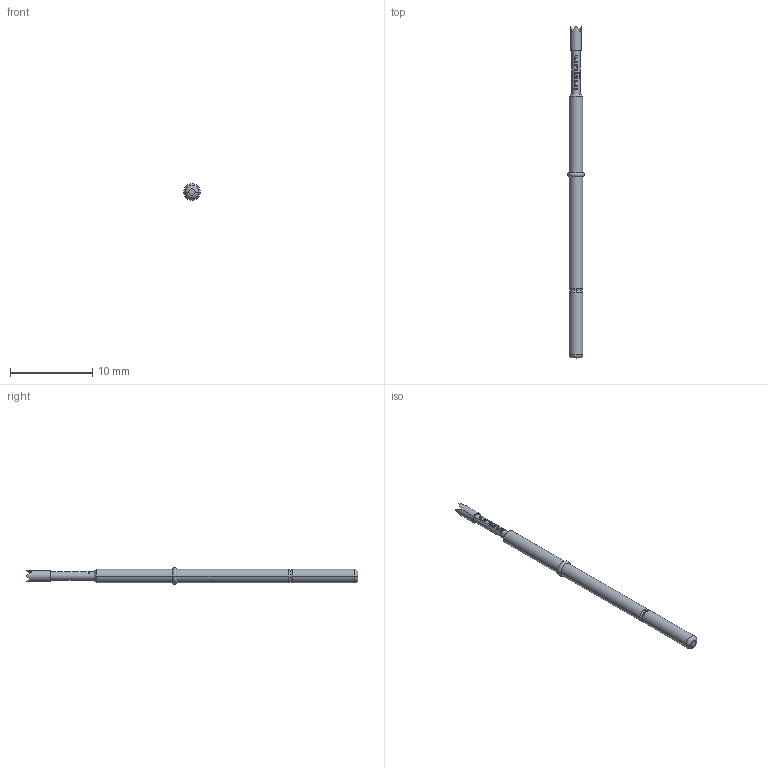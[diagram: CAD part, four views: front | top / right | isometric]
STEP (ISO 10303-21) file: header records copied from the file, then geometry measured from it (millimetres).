
FILE_DESCRIPTION (( 'STEP AP203' ), '1' );
FILE_NAME ('INGUN_GKS-112_204_130_R_xx10.STEP', '2020-07-24T04:42:48', ( '' ), ( '' ), 'SwSTEP 2.0', 'SolidWorks 2018', '' );
FILE_SCHEMA (( 'CONFIG_CONTROL_DESIGN' ));
Length unit declared in the file: millimetre
Products named in the file (1): INGUN_GKS-112_204_130_R_xx10
Bounding box: 2 x 40.3 x 2 mm (x, y, z)
Volume: 75.8 mm3; surface area: 200.6 mm2
Topology: 1 solids, 1 shells, 100 faces, 256 edges, 165 vertices
Faces by surface type: bspline 40, plane 33, cylinder 17, torus 8, cone 2
Entity records: 4152 total; most frequent: CARTESIAN_POINT 2141, ORIENTED_EDGE 512, EDGE_CURVE 256, DIRECTION 216, B_SPLINE_CURVE_WITH_KNOTS 190, VERTEX_POINT 165, EDGE_LOOP 107, ADVANCED_FACE 100
